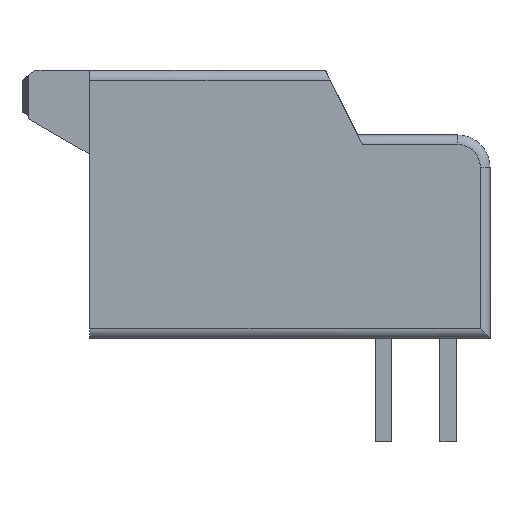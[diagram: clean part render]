
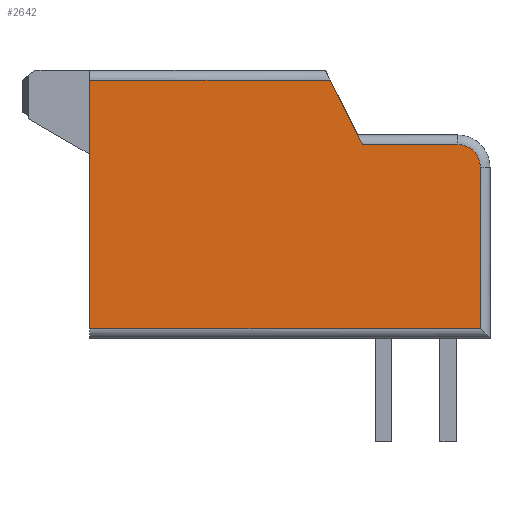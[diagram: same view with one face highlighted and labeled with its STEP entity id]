
A CAD part, left-side view. The second image highlights one B-rep face of the part: STEP entity #2642.
In plain terms, the highlighted planar face has unit normal (-1, 0, 0).
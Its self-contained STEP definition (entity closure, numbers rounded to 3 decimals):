
#30=DIRECTION('',(0.,0.447,0.894));
#31=VECTOR('',#30,2.236);
#32=CARTESIAN_POINT('',(-6.,-6.125,2.1));
#33=LINE('',#32,#31);
#40=CARTESIAN_POINT('',(-6.,-5.125,4.1));
#116=DIRECTION('',(0.,1.,0.));
#117=VECTOR('',#116,7.45);
#118=CARTESIAN_POINT('',(-6.,-5.125,4.1));
#119=LINE('',#118,#117);
#120=DIRECTION('',(0.,1.,0.));
#121=VECTOR('',#120,2.95);
#122=CARTESIAN_POINT('',(-6.,-9.075,2.1));
#123=LINE('',#122,#121);
#124=CARTESIAN_POINT('',(-6.,-9.075,1.4));
#125=DIRECTION('',(-1.,0.,0.));
#126=DIRECTION('',(0.,-1.,0.));
#127=AXIS2_PLACEMENT_3D('',#124,#125,#126);
#129=DIRECTION('',(0.,0.,1.));
#130=VECTOR('',#129,5.);
#131=CARTESIAN_POINT('',(-6.,-9.775,-3.6));
#132=LINE('',#131,#130);
#133=DIRECTION('',(0.,-1.,0.));
#134=VECTOR('',#133,12.1);
#135=CARTESIAN_POINT('',(-6.,2.325,-3.6));
#136=LINE('',#135,#134);
#137=DIRECTION('',(0.,0.,-1.));
#138=VECTOR('',#137,7.7);
#139=CARTESIAN_POINT('',(-6.,2.325,4.1));
#140=LINE('',#139,#138);
#2073=CARTESIAN_POINT('',(-6.,2.325,4.1));
#2075=VERTEX_POINT('',#2073);
#2079=VERTEX_POINT('',#40);
#2084=CARTESIAN_POINT('',(-6.,-9.075,2.1));
#2085=CARTESIAN_POINT('',(-6.,-6.125,2.1));
#2086=VERTEX_POINT('',#2084);
#2087=VERTEX_POINT('',#2085);
#2088=CARTESIAN_POINT('',(-6.,-9.775,1.4));
#2089=VERTEX_POINT('',#2088);
#2092=CARTESIAN_POINT('',(-6.,-9.775,-3.6));
#2093=VERTEX_POINT('',#2092);
#2097=CARTESIAN_POINT('',(-6.,2.325,-3.6));
#2099=VERTEX_POINT('',#2097);
#2624=CARTESIAN_POINT('',(-6.,2.325,0.));
#2625=DIRECTION('',(-1.,0.,0.));
#2626=DIRECTION('',(0.,0.,-1.));
#2627=AXIS2_PLACEMENT_3D('',#2624,#2625,#2626);
#2628=PLANE('',#2627);
#2630=ORIENTED_EDGE('',*,*,#2629,.F.);
#2631=ORIENTED_EDGE('',*,*,#2536,.F.);
#2632=ORIENTED_EDGE('',*,*,#2603,.F.);
#2633=ORIENTED_EDGE('',*,*,#2614,.F.);
#2635=ORIENTED_EDGE('',*,*,#2634,.F.);
#2637=ORIENTED_EDGE('',*,*,#2636,.F.);
#2639=ORIENTED_EDGE('',*,*,#2638,.F.);
#2640=EDGE_LOOP('',(#2630,#2631,#2632,#2633,#2635,#2637,#2639));
#2641=FACE_OUTER_BOUND('',#2640,.F.);
#2642=ADVANCED_FACE('',(#2641),#2628,.T.);
#128=CIRCLE('',#127,0.7);
#2536=EDGE_CURVE('',#2087,#2079,#33,.T.);
#2603=EDGE_CURVE('',#2086,#2087,#123,.T.);
#2614=EDGE_CURVE('',#2089,#2086,#128,.T.);
#2629=EDGE_CURVE('',#2079,#2075,#119,.T.);
#2634=EDGE_CURVE('',#2093,#2089,#132,.T.);
#2636=EDGE_CURVE('',#2099,#2093,#136,.T.);
#2638=EDGE_CURVE('',#2075,#2099,#140,.T.);
